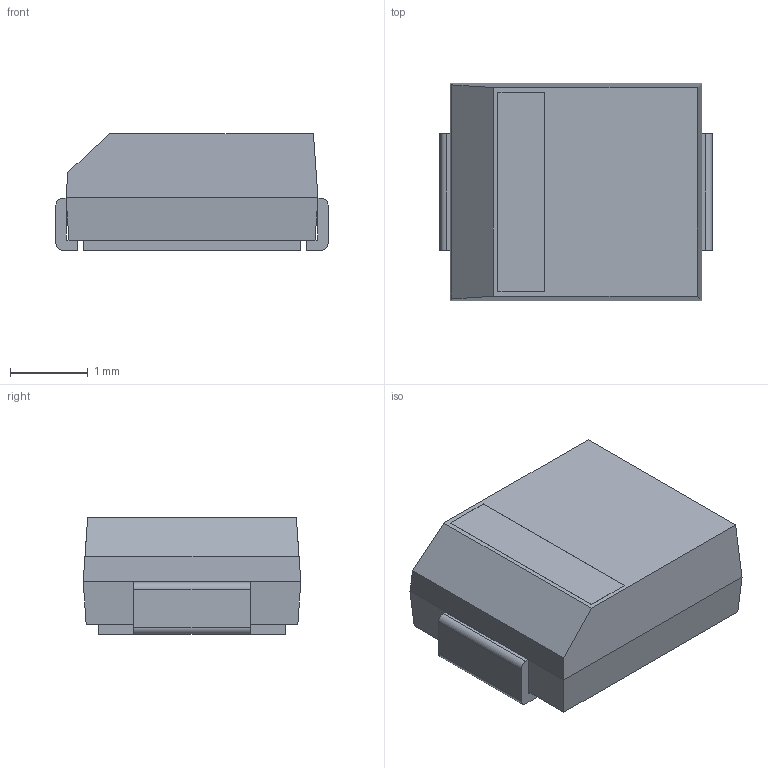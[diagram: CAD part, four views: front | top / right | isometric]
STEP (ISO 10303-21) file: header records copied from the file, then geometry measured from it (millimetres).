
FILE_DESCRIPTION(/* description */ ('model of CP_EIA-3528-15_AVX-H'),/* implementation_level */ '2;1');
FILE_NAME(/* name */ 'CP_EIA-3528-15_AVX-H.step',/* time_stamp */ '2018-12-29T10:41:00',/* author */ ('kicad StepUp','ksu'),/* organization */ ('FreeCAD'),/* preprocessor_version */ 'OCC',/* originating_system */ 'kicad StepUp',/* authorisation */ '');
FILE_SCHEMA(('AUTOMOTIVE_DESIGN { 1 0 10303 214 1 1 1 1 }'));
Length unit declared in the file: millimetre
Products named in the file (1): CP_EIA_3528_15_AVX_H
Bounding box: 3.5 x 2.8 x 1.5 mm (x, y, z)
Volume: 12.9 mm3; surface area: 38.9 mm2
Topology: 1 solids, 1 shells, 41 faces, 107 edges, 70 vertices
Faces by surface type: plane 28, bspline 9, cylinder 4
Entity records: 927 total; most frequent: ORIENTED_EDGE 180, CARTESIAN_POINT 141, EDGE_CURVE 107, LINE 71, VERTEX_POINT 70, FACE_BOUND 43, EDGE_LOOP 43, AXIS2_PLACEMENT_3D 41
